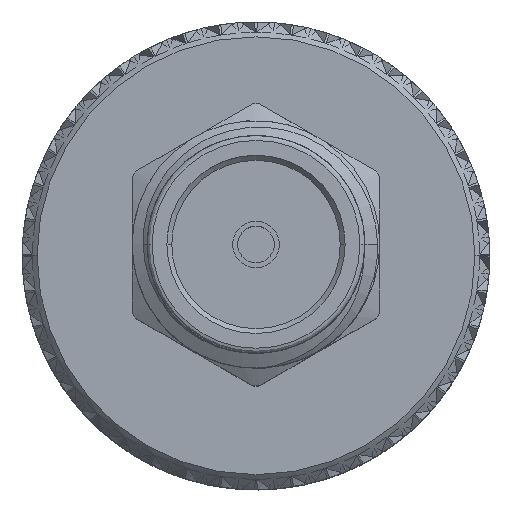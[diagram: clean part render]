
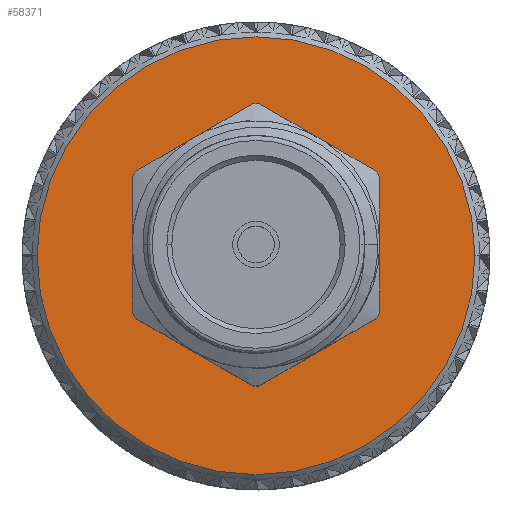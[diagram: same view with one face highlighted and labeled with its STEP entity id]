
A CAD part, top view. The second image highlights one B-rep face of the part: STEP entity #58371.
In plain terms, the highlighted face is planar.
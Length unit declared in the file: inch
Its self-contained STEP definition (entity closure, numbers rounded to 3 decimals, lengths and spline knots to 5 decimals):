
#468 = CARTESIAN_POINT ( 'NONE',  ( 0.719, 0., 0. ) ) ;
#3382 = CARTESIAN_POINT ( 'NONE',  ( 0.719, 0., 0. ) ) ;
#3611 = DIRECTION ( 'NONE',  ( 0., 0., -1. ) ) ;
#4075 = DIRECTION ( 'NONE',  ( 0., 0., -1. ) ) ;
#4392 = CIRCLE ( 'NONE', #27732, 0.053 ) ;
#5917 = DIRECTION ( 'NONE',  ( 1., 0., 0. ) ) ;
#6054 = CARTESIAN_POINT ( 'NONE',  ( 0.719, 0., 0.053 ) ) ;
#7462 = FACE_BOUND ( 'NONE', #33249, .T. ) ;
#14060 = FACE_OUTER_BOUND ( 'NONE', #42811, .T. ) ;
#14619 = DIRECTION ( 'NONE',  ( 1., 0., 0. ) ) ;
#16252 = DIRECTION ( 'NONE',  ( 0., 0., -1. ) ) ;
#16272 = CIRCLE ( 'NONE', #34946, 0.053 ) ;
#17138 = DIRECTION ( 'NONE',  ( 0., 0., -1. ) ) ;
#17969 = CIRCLE ( 'NONE', #39383, 0.221 ) ;
#19215 = PLANE ( 'NONE',  #60237 ) ;
#21992 = CARTESIAN_POINT ( 'NONE',  ( 0.719, 0., 0. ) ) ;
#23818 = DIRECTION ( 'NONE',  ( 1., 0., 0. ) ) ;
#24166 = ORIENTED_EDGE ( 'NONE', *, *, #67404, .F. ) ;
#26180 = ORIENTED_EDGE ( 'NONE', *, *, #50290, .T. ) ;
#27732 = AXIS2_PLACEMENT_3D ( 'NONE', #468, #5917, #16252 ) ;
#33249 = EDGE_LOOP ( 'NONE', ( #24166, #63621 ) ) ;
#34782 = CARTESIAN_POINT ( 'NONE',  ( 0.719, 0., 0. ) ) ;
#34946 = AXIS2_PLACEMENT_3D ( 'NONE', #62032, #14619, #4075 ) ;
#35450 = EDGE_CURVE ( 'NONE', #40966, #40974, #4392, .T. ) ;
#39383 = AXIS2_PLACEMENT_3D ( 'NONE', #21992, #48973, #17138 ) ;
#39547 = VERTEX_POINT ( 'NONE', #52108 ) ;
#40693 = EDGE_CURVE ( 'NONE', #53717, #39547, #44226, .T. ) ;
#40834 = CARTESIAN_POINT ( 'NONE',  ( 0.719, 0., -0.221 ) ) ;
#40966 = VERTEX_POINT ( 'NONE', #58534 ) ;
#40974 = VERTEX_POINT ( 'NONE', #6054 ) ;
#42811 = EDGE_LOOP ( 'NONE', ( #26180, #62150 ) ) ;
#44226 = CIRCLE ( 'NONE', #60611, 0.221 ) ;
#48973 = DIRECTION ( 'NONE',  ( 1., 0., 0. ) ) ;
#50116 = DIRECTION ( 'NONE',  ( 1., 0., 0. ) ) ;
#50290 = EDGE_CURVE ( 'NONE', #39547, #53717, #17969, .T. ) ;
#52108 = CARTESIAN_POINT ( 'NONE',  ( 0.719, 0., 0.221 ) ) ;
#53717 = VERTEX_POINT ( 'NONE', #40834 ) ;
#58371 = ADVANCED_FACE ( 'NONE', ( #7462, #14060 ), #19215, .T. ) ;
#58534 = CARTESIAN_POINT ( 'NONE',  ( 0.719, 0., -0.053 ) ) ;
#60237 = AXIS2_PLACEMENT_3D ( 'NONE', #34782, #23818, #3611 ) ;
#60611 = AXIS2_PLACEMENT_3D ( 'NONE', #3382, #50116, #60866 ) ;
#60866 = DIRECTION ( 'NONE',  ( 0., 0., -1. ) ) ;
#62032 = CARTESIAN_POINT ( 'NONE',  ( 0.719, 0., 0. ) ) ;
#62150 = ORIENTED_EDGE ( 'NONE', *, *, #40693, .T. ) ;
#63621 = ORIENTED_EDGE ( 'NONE', *, *, #35450, .F. ) ;
#67404 = EDGE_CURVE ( 'NONE', #40974, #40966, #16272, .T. ) ;
